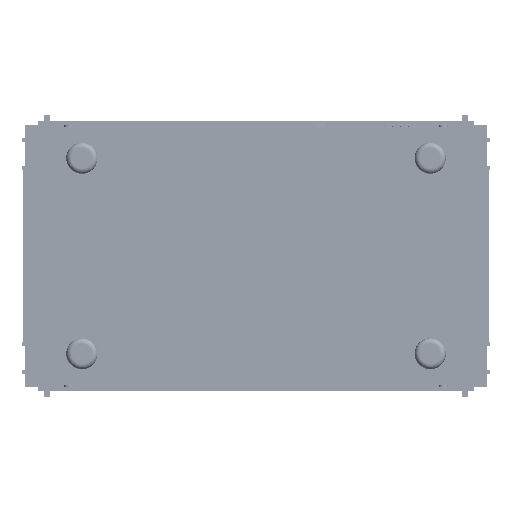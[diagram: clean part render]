
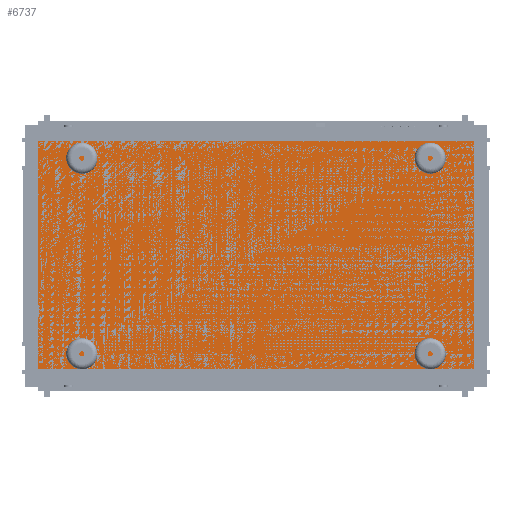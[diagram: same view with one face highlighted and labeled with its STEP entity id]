
A CAD part, front view. The second image highlights one B-rep face of the part: STEP entity #6737.
In plain terms, the highlighted planar face has unit normal (0, -1, 0).
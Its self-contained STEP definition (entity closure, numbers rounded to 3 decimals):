
#1079 = VECTOR ( 'NONE', #13242, 1000. ) ;
#2230 = DIRECTION ( 'NONE',  ( 0., 0., 1. ) ) ;
#2421 = CARTESIAN_POINT ( 'NONE',  ( 0., 0., 0. ) ) ;
#4638 = VECTOR ( 'NONE', #16317, 1000. ) ;
#4940 = PLANE ( 'NONE',  #11151 ) ;
#5960 = EDGE_CURVE ( 'NONE', #23407, #35838, #12532, .T. ) ;
#6737 = ADVANCED_FACE ( 'NONE', ( #12174 ), #4940, .F. ) ;
#11026 = VERTEX_POINT ( 'NONE', #12703 ) ;
#11151 = AXIS2_PLACEMENT_3D ( 'NONE', #39322, #16925, #2230 ) ;
#12174 = FACE_OUTER_BOUND ( 'NONE', #26617, .T. ) ;
#12422 = CARTESIAN_POINT ( 'NONE',  ( 0., 0., 0. ) ) ;
#12532 = LINE ( 'NONE', #35160, #1079 ) ;
#12580 = VERTEX_POINT ( 'NONE', #19558 ) ;
#12703 = CARTESIAN_POINT ( 'NONE',  ( 840., 0., 440. ) ) ;
#13242 = DIRECTION ( 'NONE',  ( 0., 0., 1. ) ) ;
#14060 = ORIENTED_EDGE ( 'NONE', *, *, #30662, .F. ) ;
#15829 = EDGE_CURVE ( 'NONE', #35838, #11026, #26915, .T. ) ;
#16317 = DIRECTION ( 'NONE',  ( 1., 0., 0. ) ) ;
#16925 = DIRECTION ( 'NONE',  ( 0., 1., 0. ) ) ;
#19233 = CARTESIAN_POINT ( 'NONE',  ( 0., 0., 440. ) ) ;
#19558 = CARTESIAN_POINT ( 'NONE',  ( 840., 0., 0. ) ) ;
#23407 = VERTEX_POINT ( 'NONE', #2421 ) ;
#23776 = ORIENTED_EDGE ( 'NONE', *, *, #5960, .F. ) ;
#24728 = VECTOR ( 'NONE', #32915, 1000. ) ;
#26145 = CARTESIAN_POINT ( 'NONE',  ( 0., 0., 440. ) ) ;
#26617 = EDGE_LOOP ( 'NONE', ( #23776, #32655, #14060, #31427 ) ) ;
#26915 = LINE ( 'NONE', #19233, #4638 ) ;
#30662 = EDGE_CURVE ( 'NONE', #11026, #12580, #32674, .T. ) ;
#31427 = ORIENTED_EDGE ( 'NONE', *, *, #15829, .F. ) ;
#32655 = ORIENTED_EDGE ( 'NONE', *, *, #43065, .F. ) ;
#32674 = LINE ( 'NONE', #36070, #24728 ) ;
#32915 = DIRECTION ( 'NONE',  ( 0., 0., -1. ) ) ;
#33465 = VECTOR ( 'NONE', #34586, 1000. ) ;
#34586 = DIRECTION ( 'NONE',  ( -1., 0., 0. ) ) ;
#35049 = LINE ( 'NONE', #12422, #33465 ) ;
#35160 = CARTESIAN_POINT ( 'NONE',  ( 0., 0., 0. ) ) ;
#35838 = VERTEX_POINT ( 'NONE', #26145 ) ;
#36070 = CARTESIAN_POINT ( 'NONE',  ( 840., 0., 0. ) ) ;
#39322 = CARTESIAN_POINT ( 'NONE',  ( 0., 0., 440. ) ) ;
#43065 = EDGE_CURVE ( 'NONE', #12580, #23407, #35049, .T. ) ;
